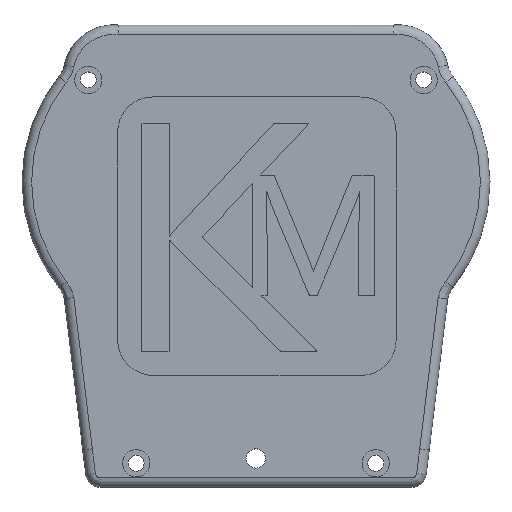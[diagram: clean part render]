
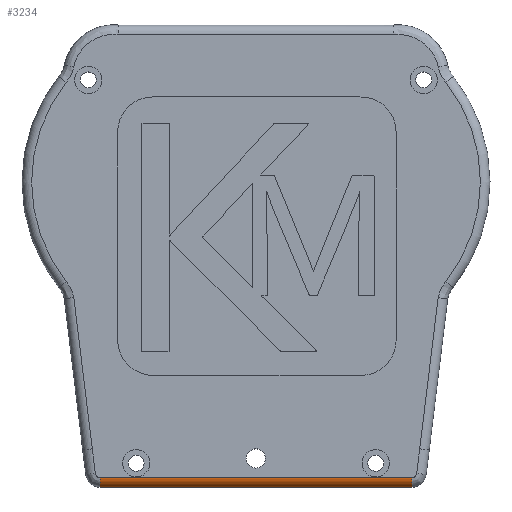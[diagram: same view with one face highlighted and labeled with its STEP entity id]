
A CAD part, top view. The second image highlights one B-rep face of the part: STEP entity #3234.
In plain terms, the highlighted cylindrical face has radius 2 mm (diameter 4 mm), a partial arc.
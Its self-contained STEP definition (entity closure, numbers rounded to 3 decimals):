
#259=CYLINDRICAL_SURFACE('',#3345,2.);
#451=CIRCLE('',#3343,2.);
#453=CIRCLE('',#3346,2.);
#625=FACE_OUTER_BOUND('',#820,.T.);
#820=EDGE_LOOP('',(#2881,#2882,#2883,#2884));
#1022=LINE('',#6701,#1215);
#1025=LINE('',#7221,#1218);
#1215=VECTOR('',#3652,10.);
#1218=VECTOR('',#3701,10.);
#1565=VERTEX_POINT('',#6698);
#1566=VERTEX_POINT('',#6700);
#1577=VERTEX_POINT('',#7215);
#1578=VERTEX_POINT('',#7219);
#2024=EDGE_CURVE('',#1566,#1565,#1022,.T.);
#2048=EDGE_CURVE('',#1577,#1565,#451,.T.);
#2050=EDGE_CURVE('',#1578,#1566,#453,.T.);
#2051=EDGE_CURVE('',#1577,#1578,#1025,.T.);
#2881=ORIENTED_EDGE('',*,*,#2050,.T.);
#2882=ORIENTED_EDGE('',*,*,#2024,.T.);
#2883=ORIENTED_EDGE('',*,*,#2048,.F.);
#2884=ORIENTED_EDGE('',*,*,#2051,.T.);
#3234=ADVANCED_FACE('',(#625),#259,.T.);
#3343=AXIS2_PLACEMENT_3D('',#7216,#3693,#3694);
#3345=AXIS2_PLACEMENT_3D('',#7218,#3697,#3698);
#3346=AXIS2_PLACEMENT_3D('',#7220,#3699,#3700);
#3652=DIRECTION('',(-1.,0.,0.));
#3693=DIRECTION('center_axis',(-1.,0.,0.));
#3694=DIRECTION('ref_axis',(0.,-1.,0.));
#3697=DIRECTION('center_axis',(1.,0.,0.));
#3698=DIRECTION('ref_axis',(0.,-0.707,0.707));
#3699=DIRECTION('center_axis',(-1.,0.,0.));
#3700=DIRECTION('ref_axis',(0.,-1.,0.));
#3701=DIRECTION('',(1.,0.,0.));
#6698=CARTESIAN_POINT('',(-32.547,-63.2,37.5));
#6700=CARTESIAN_POINT('',(32.547,-63.2,37.5));
#6701=CARTESIAN_POINT('',(-16.272,-63.2,37.5));
#7215=CARTESIAN_POINT('',(-32.547,-65.2,35.5));
#7216=CARTESIAN_POINT('Origin',(-32.547,-63.2,35.5));
#7218=CARTESIAN_POINT('Origin',(-16.272,-63.2,35.5));
#7219=CARTESIAN_POINT('',(32.547,-65.2,35.5));
#7220=CARTESIAN_POINT('Origin',(32.547,-63.2,35.5));
#7221=CARTESIAN_POINT('',(-16.272,-65.2,35.5));
